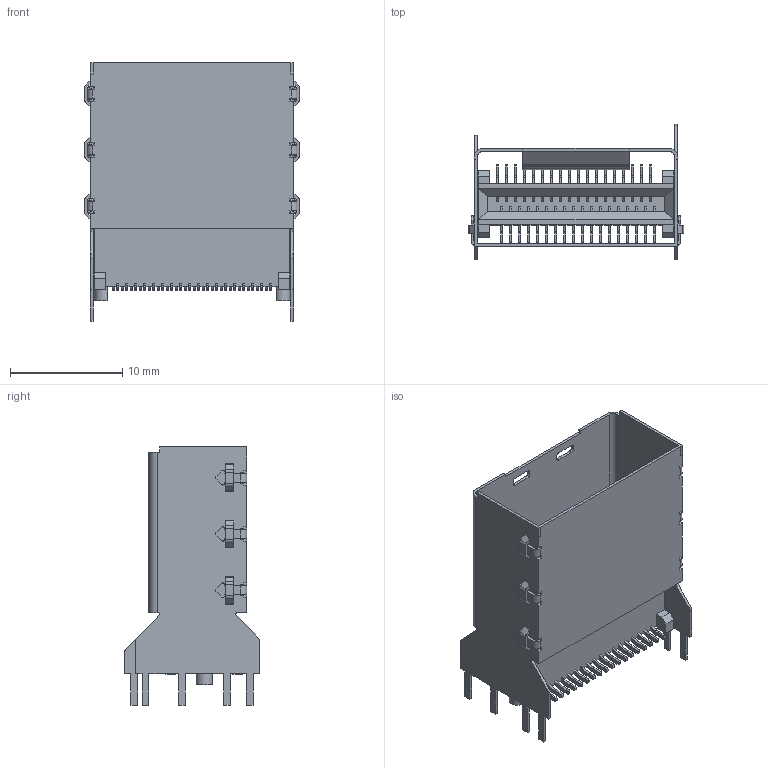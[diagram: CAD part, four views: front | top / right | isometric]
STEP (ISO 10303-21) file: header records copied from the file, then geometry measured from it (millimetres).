
FILE_DESCRIPTION((''),'2;1');
FILE_NAME('C-1888863-4','2008-08-05T',('workeradm'),('Tyco Electronics Corporation'),'PRO/ENGINEER BY PARAMETRIC TECHNOLOGY CORPORATION, 2005450','PRO/ENGINEER BY PARAMETRIC TECHNOLOGY CORPORATION, 2005450','');
FILE_SCHEMA(('CONFIG_CONTROL_DESIGN', 'GEOMETRIC_VALIDATION_PROPERTIES_MIM'));
Length unit declared in the file: millimetre
Products named in the file (1): C-1888863-4
Bounding box: 19.16 x 12.07 x 22.98 mm (x, y, z)
Volume: 667.7 mm3; surface area: 2695.7 mm2
Topology: 2 solids, 2 shells, 960 faces, 2789 edges, 1844 vertices
Faces by surface type: plane 615, cylinder 345
Entity records: 31828 total; most frequent: CARTESIAN_POINT 5594, ORIENTED_EDGE 5578, DIRECTION 5401, EDGE_CURVE 2789, VECTOR 2097, LINE 2097, VERTEX_POINT 1844, AXIS2_PLACEMENT_3D 1652
